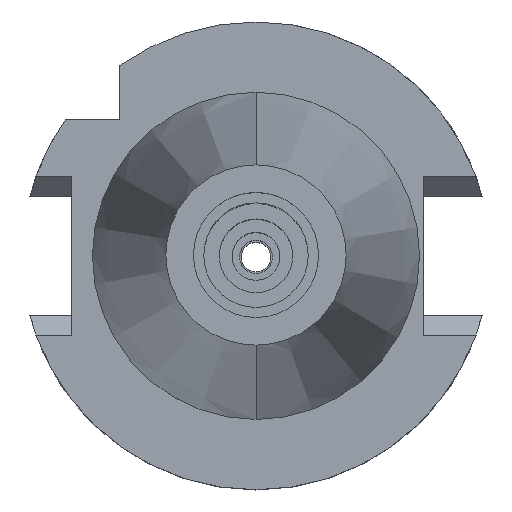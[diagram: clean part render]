
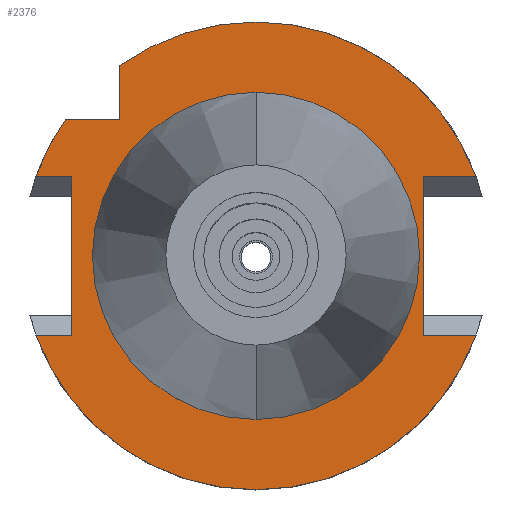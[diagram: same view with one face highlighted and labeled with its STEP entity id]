
A CAD part, top view. The second image highlights one B-rep face of the part: STEP entity #2376.
In plain terms, the highlighted planar face has unit normal (0, 0, 1).
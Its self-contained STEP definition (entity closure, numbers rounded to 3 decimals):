
#536=DIRECTION('',(0.,-1.,0.));
#537=VECTOR('',#536,7.334);
#538=CARTESIAN_POINT('',(-18.5,25.834,-1.));
#539=LINE('',#538,#537);
#685=DIRECTION('',(0.,-1.,0.));
#686=VECTOR('',#685,21.5);
#687=CARTESIAN_POINT('',(-25.,10.75,-1.));
#688=LINE('',#687,#686);
#758=DIRECTION('',(-1.,0.,0.));
#759=VECTOR('',#758,7.334);
#760=CARTESIAN_POINT('',(-18.5,18.5,-1.));
#761=LINE('',#760,#759);
#782=CARTESIAN_POINT('',(0.,0.,-1.));
#783=DIRECTION('',(0.,0.,-1.));
#784=DIRECTION('',(-0.582,0.813,0.));
#785=AXIS2_PLACEMENT_3D('',#782,#783,#784);
#790=CARTESIAN_POINT('',(0.,0.,-1.));
#791=DIRECTION('',(0.,0.,-1.));
#792=DIRECTION('',(0.,1.,0.));
#793=AXIS2_PLACEMENT_3D('',#790,#791,#792);
#798=DIRECTION('',(0.,-1.,0.));
#799=VECTOR('',#798,21.5);
#800=CARTESIAN_POINT('',(22.7,10.75,-1.));
#801=LINE('',#800,#799);
#805=DIRECTION('',(1.,0.,0.));
#806=VECTOR('',#805,7.201);
#807=CARTESIAN_POINT('',(22.7,-10.75,-1.));
#808=LINE('',#807,#806);
#812=CARTESIAN_POINT('',(0.,0.,-1.));
#813=DIRECTION('',(0.,0.,-1.));
#814=DIRECTION('',(0.941,-0.338,0.));
#815=AXIS2_PLACEMENT_3D('',#812,#813,#814);
#820=CARTESIAN_POINT('',(0.,0.,-1.));
#821=DIRECTION('',(0.,0.,-1.));
#822=DIRECTION('',(0.,-1.,0.));
#823=AXIS2_PLACEMENT_3D('',#820,#821,#822);
#828=DIRECTION('',(-1.,0.,0.));
#829=VECTOR('',#828,4.901);
#830=CARTESIAN_POINT('',(-25.,10.75,-1.));
#831=LINE('',#830,#829);
#835=CARTESIAN_POINT('',(0.,0.,-1.));
#836=DIRECTION('',(0.,0.,-1.));
#837=DIRECTION('',(-0.941,0.338,0.));
#838=AXIS2_PLACEMENT_3D('',#835,#836,#837);
#843=CARTESIAN_POINT('',(0.,0.,-1.));
#844=DIRECTION('',(0.,0.,1.));
#845=DIRECTION('',(0.,-1.,0.));
#846=AXIS2_PLACEMENT_3D('',#843,#844,#845);
#851=CARTESIAN_POINT('',(0.,0.,-1.));
#852=DIRECTION('',(0.,0.,1.));
#853=DIRECTION('',(0.,1.,0.));
#854=AXIS2_PLACEMENT_3D('',#851,#852,#853);
#876=CARTESIAN_POINT('',(29.901,10.75,-1.));
#1032=DIRECTION('',(1.,0.,0.));
#1033=VECTOR('',#1032,7.201);
#1034=CARTESIAN_POINT('',(22.7,10.75,-1.));
#1035=LINE('',#1034,#1033);
#1042=CARTESIAN_POINT('',(-29.901,-10.75,-1.));
#1076=DIRECTION('',(-1.,0.,0.));
#1077=VECTOR('',#1076,4.901);
#1078=CARTESIAN_POINT('',(-25.,-10.75,-1.));
#1079=LINE('',#1078,#1077);
#1529=CARTESIAN_POINT('',(-18.5,25.834,-1.));
#1530=VERTEX_POINT('',#1529);
#1531=CARTESIAN_POINT('',(-18.5,18.5,-1.));
#1532=VERTEX_POINT('',#1531);
#1562=CARTESIAN_POINT('',(-25.,10.75,-1.));
#1563=VERTEX_POINT('',#1562);
#1564=CARTESIAN_POINT('',(-25.,-10.75,-1.));
#1565=VERTEX_POINT('',#1564);
#1622=VERTEX_POINT('',#1042);
#1623=CARTESIAN_POINT('',(0.,-31.775,-1.));
#1624=VERTEX_POINT('',#1623);
#1625=CARTESIAN_POINT('',(29.901,-10.75,-1.));
#1626=VERTEX_POINT('',#1625);
#1630=VERTEX_POINT('',#876);
#1631=CARTESIAN_POINT('',(0.,31.775,-1.));
#1632=VERTEX_POINT('',#1631);
#1633=CARTESIAN_POINT('',(-25.834,18.5,-1.));
#1634=VERTEX_POINT('',#1633);
#1635=CARTESIAN_POINT('',(-29.901,10.75,-1.));
#1636=VERTEX_POINT('',#1635);
#1637=CARTESIAN_POINT('',(22.7,10.75,-1.));
#1638=VERTEX_POINT('',#1637);
#1639=CARTESIAN_POINT('',(22.7,-10.75,-1.));
#1640=VERTEX_POINT('',#1639);
#1641=CARTESIAN_POINT('',(0.,-22.225,-1.));
#1642=CARTESIAN_POINT('',(0.,22.225,-1.));
#1643=VERTEX_POINT('',#1641);
#1644=VERTEX_POINT('',#1642);
#2341=CARTESIAN_POINT('',(0.,0.,-1.));
#2342=DIRECTION('',(0.,0.,-1.));
#2343=DIRECTION('',(0.,-1.,0.));
#2344=AXIS2_PLACEMENT_3D('',#2341,#2342,#2343);
#2345=PLANE('',#2344);
#2346=ORIENTED_EDGE('',*,*,#2121,.F.);
#2348=ORIENTED_EDGE('',*,*,#2347,.T.);
#2350=ORIENTED_EDGE('',*,*,#2349,.T.);
#2352=ORIENTED_EDGE('',*,*,#2351,.F.);
#2353=ORIENTED_EDGE('',*,*,#2181,.T.);
#2355=ORIENTED_EDGE('',*,*,#2354,.T.);
#2357=ORIENTED_EDGE('',*,*,#2356,.T.);
#2359=ORIENTED_EDGE('',*,*,#2358,.T.);
#2361=ORIENTED_EDGE('',*,*,#2360,.F.);
#2362=ORIENTED_EDGE('',*,*,#2268,.F.);
#2364=ORIENTED_EDGE('',*,*,#2363,.T.);
#2366=ORIENTED_EDGE('',*,*,#2365,.T.);
#2367=ORIENTED_EDGE('',*,*,#2323,.F.);
#2368=EDGE_LOOP('',(#2346,#2348,#2350,#2352,#2353,#2355,#2357,#2359,#2361,#2362,
#2364,#2366,#2367));
#2369=FACE_OUTER_BOUND('',#2368,.F.);
#2371=ORIENTED_EDGE('',*,*,#2370,.T.);
#2373=ORIENTED_EDGE('',*,*,#2372,.T.);
#2374=EDGE_LOOP('',(#2371,#2373));
#2375=FACE_BOUND('',#2374,.F.);
#786=CIRCLE('',#785,31.775);
#794=CIRCLE('',#793,31.775);
#816=CIRCLE('',#815,31.775);
#824=CIRCLE('',#823,31.775);
#839=CIRCLE('',#838,31.775);
#847=CIRCLE('',#846,22.225);
#855=CIRCLE('',#854,22.225);
#2121=EDGE_CURVE('',#1530,#1532,#539,.T.);
#2181=EDGE_CURVE('',#1638,#1640,#801,.T.);
#2268=EDGE_CURVE('',#1563,#1565,#688,.T.);
#2323=EDGE_CURVE('',#1532,#1634,#761,.T.);
#2347=EDGE_CURVE('',#1530,#1632,#786,.T.);
#2349=EDGE_CURVE('',#1632,#1630,#794,.T.);
#2351=EDGE_CURVE('',#1638,#1630,#1035,.T.);
#2354=EDGE_CURVE('',#1640,#1626,#808,.T.);
#2356=EDGE_CURVE('',#1626,#1624,#816,.T.);
#2358=EDGE_CURVE('',#1624,#1622,#824,.T.);
#2360=EDGE_CURVE('',#1565,#1622,#1079,.T.);
#2363=EDGE_CURVE('',#1563,#1636,#831,.T.);
#2365=EDGE_CURVE('',#1636,#1634,#839,.T.);
#2370=EDGE_CURVE('',#1643,#1644,#847,.T.);
#2372=EDGE_CURVE('',#1644,#1643,#855,.T.);
#2376=ADVANCED_FACE('',(#2369,#2375),#2345,.F.);
